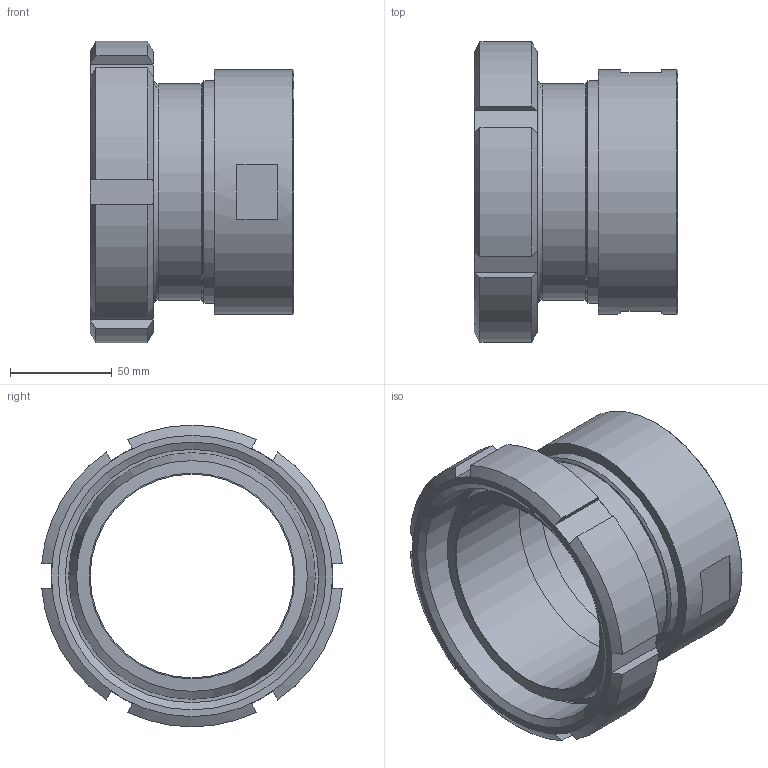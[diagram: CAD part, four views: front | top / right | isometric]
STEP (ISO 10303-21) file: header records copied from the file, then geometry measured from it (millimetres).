
FILE_DESCRIPTION((''),'2;1');
FILE_NAME('13000100X.stp','2010-08-11T10:52:04',('thilbrands'),(''),'Autodesk Inventor 2008','Autodesk Inventor 2008','');
FILE_SCHEMA(('AUTOMOTIVE_DESIGN { 1 0 10303 214 1 1 1 1 }'));
Length unit declared in the file: millimetre
Products named in the file (4): 130000151; ENG-007296-DN100; 110000106-DN100; 141070101-DN100
Assembly tree (3 placements, depth 2):
  130000151
    ENG-007296-DN100
    110000106-DN100
    141070101-DN100
Bounding box: 100 x 147.51 x 148 mm (x, y, z)
Volume: 308169.1 mm3; surface area: 114478.3 mm2
Topology: 3 solids, 3 shells, 74 faces, 162 edges, 101 vertices
Faces by surface type: plane 33, cone 20, cylinder 17, bspline 4
Full cylindrical faces by diameter (mm): 100 x2, 106 x1, 109 x1, 110.721 x1, 113.03 x1, 114 x1, 115 x1, 120 x1, 124.29 x1, 130.4 x1
Entity records: 2010 total; most frequent: CARTESIAN_POINT 468, DIRECTION 304, ORIENTED_EDGE 278, EDGE_CURVE 139, AXIS2_PLACEMENT_3D 136, EDGE_LOOP 108, VERTEX_POINT 99, FACE_OUTER_BOUND 74
